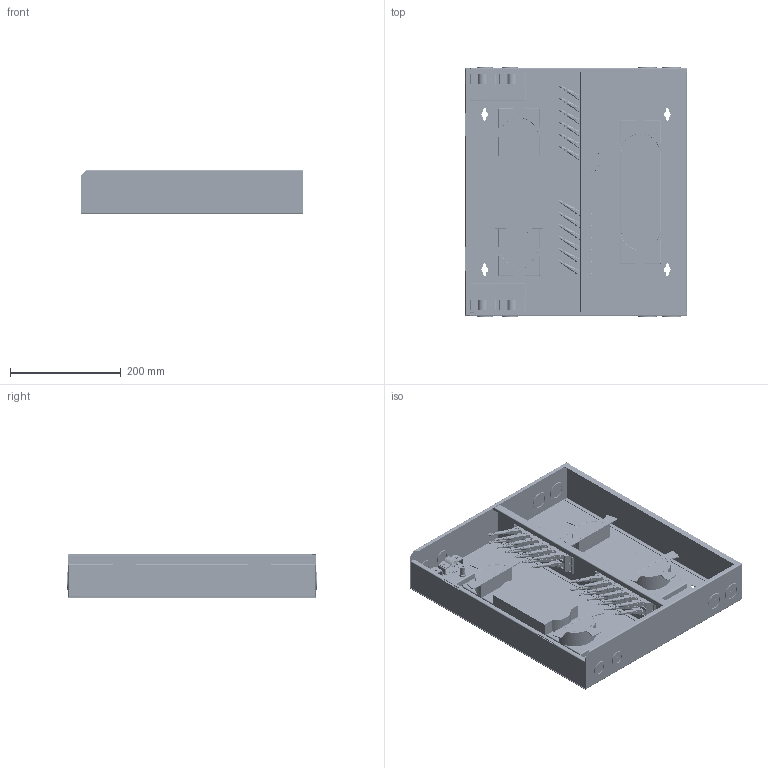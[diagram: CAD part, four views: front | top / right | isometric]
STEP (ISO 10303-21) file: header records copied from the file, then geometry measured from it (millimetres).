
FILE_DESCRIPTION (( 'STEP AP214' ), '1' );
FILE_NAME ('PP-WM24SC.STEP', '2020-09-17T17:27:46', ( '' ), ( '' ), 'SwSTEP 2.0', 'SolidWorks 2018', '' );
FILE_SCHEMA (( 'AUTOMOTIVE_DESIGN' ));
Length unit declared in the file: inch
Products named in the file (15): 1AF04-005-MA2; FOA-002; FE-WM24SC_MA4_LID; FE-WM24SC_MA2_CABLE CLAMPING SUBASSY; FE-WM24SC_MA1_BASE; PP-WM24SC; 1AF04-005-MA1; FE-WM24SC_MA8_SPLICING TRAY; FE-WM24SC_MA7; 1AF04-005-MA3; DSTCP-SC; FOC-SCSMS16; FE-WM24SC_MA6_28mm GROMMET; 1AF04-005-MA4; FE-WM24SC_MA5_34mm GROMMET
Assembly tree (96 placements, depth 3):
  PP-WM24SC
    FE-WM24SC_MA1_BASE
    FE-WM24SC_MA2_CABLE CLAMPING SUBASSY  x2
    FE-WM24SC_MA4_LID  x4
    FE-WM24SC_MA5_34mm GROMMET  x4
    FE-WM24SC_MA6_28mm GROMMET  x4
    FE-WM24SC_MA7  x4
    FOA-002  x24
    FOC-SCSMS16  x24
      1AF04-005-MA2
      1AF04-005-MA1
      1AF04-005-MA4
      1AF04-005-MA3
    DSTCP-SC  x24
    FE-WM24SC_MA8_SPLICING TRAY
Bounding box: 400 x 453.26 x 80 mm (x, y, z)
Volume: 1077703.6 mm3; surface area: 1324276.9 mm2
Topology: 187 solids, 187 shells, 14547 faces, 40105 edges, 25960 vertices
Faces by surface type: plane 11236, cylinder 2477, cone 384, torus 300, bspline 150
Entity records: 61744 total; most frequent: CARTESIAN_POINT 18273, ORIENTED_EDGE 8640, DIRECTION 8161, EDGE_CURVE 4320, LINE 3147, VECTOR 3147, VERTEX_POINT 2708, AXIS2_PLACEMENT_3D 2507
